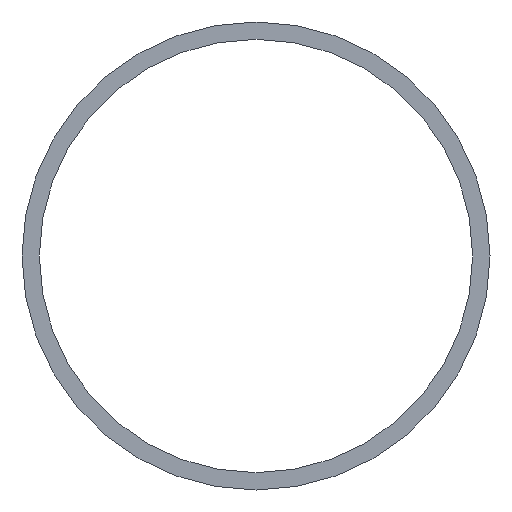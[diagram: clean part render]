
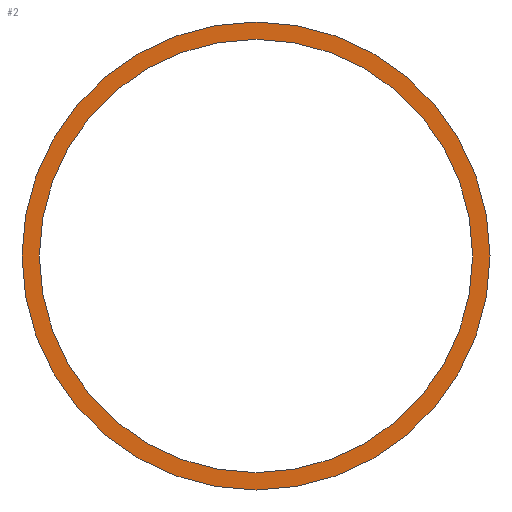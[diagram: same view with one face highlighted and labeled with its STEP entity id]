
A CAD part, left-side view. The second image highlights one B-rep face of the part: STEP entity #2.
In plain terms, the highlighted planar face has unit normal (-1, 0, 0).
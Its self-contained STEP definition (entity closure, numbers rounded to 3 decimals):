
#2 = ADVANCED_FACE ( 'NONE', ( #117, #70 ), #6, .F. ) ;
#6 = PLANE ( 'NONE',  #62 ) ;
#14 = ORIENTED_EDGE ( 'NONE', *, *, #39, .T. ) ;
#16 = AXIS2_PLACEMENT_3D ( 'NONE', #108, #61, #109 ) ;
#19 = CIRCLE ( 'NONE', #16, 13.5 ) ;
#39 = EDGE_CURVE ( 'NONE', #65, #65, #83, .T. ) ;
#42 = EDGE_CURVE ( 'NONE', #89, #89, #19, .T. ) ;
#45 = CARTESIAN_POINT ( 'NONE',  ( 0., 0., 0. ) ) ;
#46 = DIRECTION ( 'NONE',  ( 1., 0., 0. ) ) ;
#61 = DIRECTION ( 'NONE',  ( 1., 0., 0. ) ) ;
#62 = AXIS2_PLACEMENT_3D ( 'NONE', #118, #46, #130 ) ;
#65 = VERTEX_POINT ( 'NONE', #80 ) ;
#70 = FACE_BOUND ( 'NONE', #94, .T. ) ;
#80 = CARTESIAN_POINT ( 'NONE',  ( 0., 0., -12.5 ) ) ;
#83 = CIRCLE ( 'NONE', #91, 12.5 ) ;
#84 = DIRECTION ( 'NONE',  ( 1., 0., 0. ) ) ;
#89 = VERTEX_POINT ( 'NONE', #125 ) ;
#91 = AXIS2_PLACEMENT_3D ( 'NONE', #45, #84, #110 ) ;
#94 = EDGE_LOOP ( 'NONE', ( #14 ) ) ;
#108 = CARTESIAN_POINT ( 'NONE',  ( 0., 0., 0. ) ) ;
#109 = DIRECTION ( 'NONE',  ( 0., 0., -1. ) ) ;
#110 = DIRECTION ( 'NONE',  ( 0., 0., -1. ) ) ;
#117 = FACE_OUTER_BOUND ( 'NONE', #131, .T. ) ;
#118 = CARTESIAN_POINT ( 'NONE',  ( 0., 0., 0. ) ) ;
#120 = ORIENTED_EDGE ( 'NONE', *, *, #42, .F. ) ;
#125 = CARTESIAN_POINT ( 'NONE',  ( 0., 0., -13.5 ) ) ;
#130 = DIRECTION ( 'NONE',  ( 0., 0., -1. ) ) ;
#131 = EDGE_LOOP ( 'NONE', ( #120 ) ) ;
